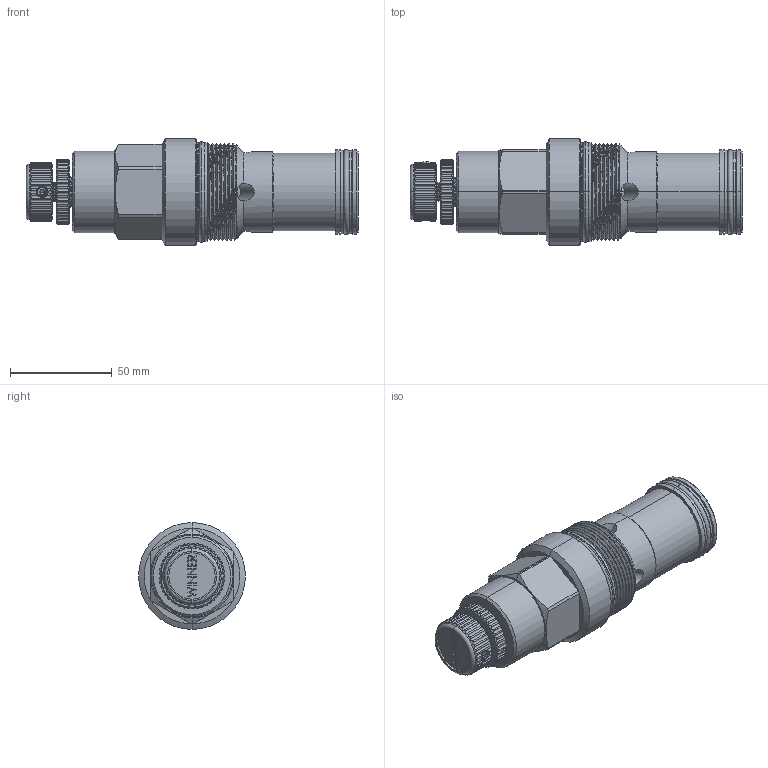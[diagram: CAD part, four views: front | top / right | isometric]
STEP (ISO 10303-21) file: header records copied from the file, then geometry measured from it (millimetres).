
FILE_DESCRIPTION (( 'STEP AP203' ), '1' );
FILE_NAME ('NC18A21-K.STEP', '2020-03-19T05:40:25', ( '' ), ( '' ), 'SwSTEP 2.0', 'SolidWorks 2018', '' );
FILE_SCHEMA (( 'CONFIG_CONTROL_DESIGN' ));
Products named in the file (1): NC18A21-K
Bounding box: 162.91 x 52.37 x 52.37 mm (x, y, z)
Volume: 201594 mm3; surface area: 43057.4 mm2
Topology: 6 solids, 10 shells, 841 faces, 2334 edges, 1498 vertices
Faces by surface type: cylinder 419, plane 212, cone 81, torus 70, bspline 57, sphere 2
Entity records: 56866 total; most frequent: CARTESIAN_POINT 36921, ORIENTED_EDGE 4614, DIRECTION 3654, EDGE_CURVE 2307, VERTEX_POINT 1495, AXIS2_PLACEMENT_3D 1412, EDGE_LOOP 884, ADVANCED_FACE 841
